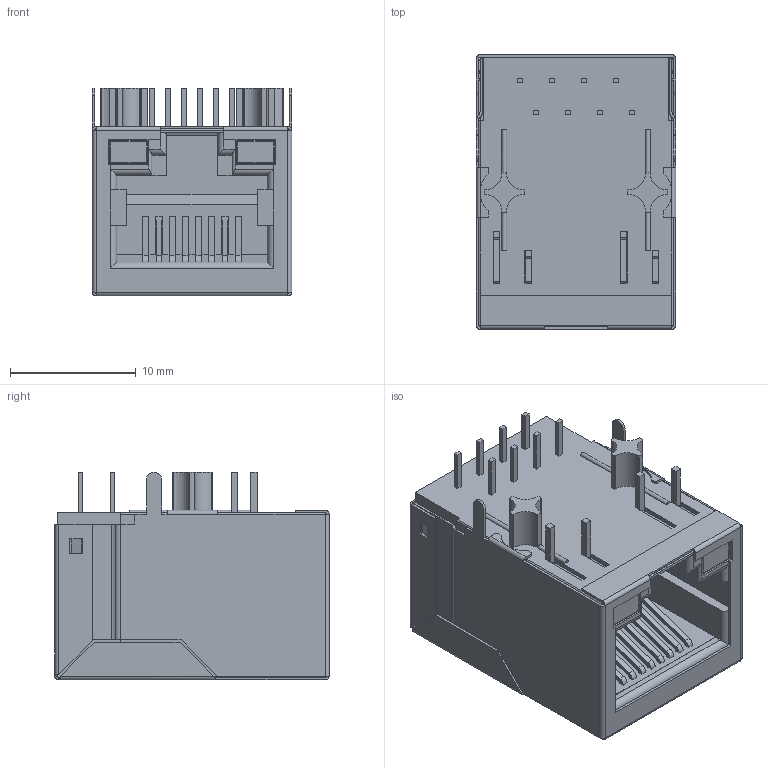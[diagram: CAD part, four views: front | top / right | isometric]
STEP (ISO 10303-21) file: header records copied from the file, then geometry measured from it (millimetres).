
FILE_DESCRIPTION( ( 'Unknown' ), '1' );
FILE_NAME( '7499010211A.stp', 'Unknown', ( 'Unknown' ), ( 'Unknown' ), 'PSStep 17.0.49', 'Unknown', ' ' );
FILE_SCHEMA( ( 'AUTOMOTIVE_DESIGN { 1 0 10303 214 1 1 1 1 }' ) );
Length unit declared in the file: millimetre
Products named in the file (5): Assem1; housing; shielding
Assembly tree (4 placements, depth 2):
  Assem1
    housing
    housing
    housing
    shielding
Bounding box: 15.88 x 21.84 x 16.55 mm (x, y, z)
Volume: 3407.7 mm3; surface area: 5411 mm2
Topology: 4 solids, 4 shells, 649 faces, 1712 edges, 1082 vertices
Faces by surface type: plane 455, cylinder 152, bspline 16, extrusion 14, sphere 12
Entity records: 25576 total; most frequent: CARTESIAN_POINT 4470, ORIENTED_EDGE 3400, DIRECTION 3074, EDGE_CURVE 1700, VECTOR 1270, LINE 1256, VERTEX_POINT 1082, AXIS2_PLACEMENT_3D 902
